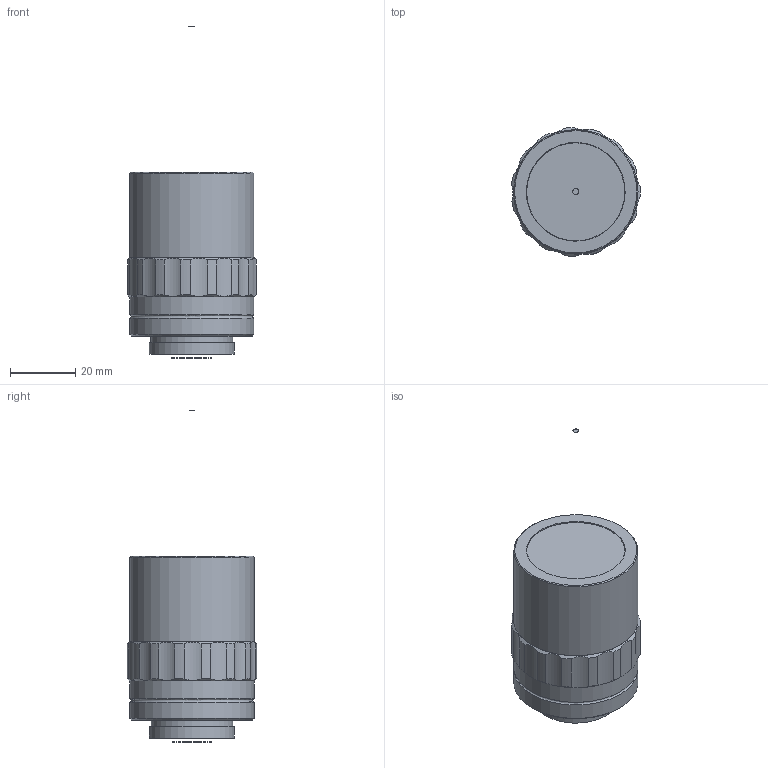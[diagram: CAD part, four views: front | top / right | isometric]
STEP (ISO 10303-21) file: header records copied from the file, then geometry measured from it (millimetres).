
FILE_DESCRIPTION (( 'STEP AP203' ), '1' );
FILE_NAME ('10X objective.STEP', '2025-05-12T07:04:42', ( 'Windows User' ), ( 'P R C' ), 'SwSTEP 2.0', 'SolidWorks 2020', '' );
FILE_SCHEMA (( 'CONFIG_CONTROL_DESIGN' ));
Length unit declared in the file: millimetre
Products named in the file (1): 10X objective
Bounding box: 39.35 x 39.48 x 101.51 mm (x, y, z)
Volume: 39054.4 mm3; surface area: 46091 mm2
Topology: 20 solids, 20 shells, 168 faces, 297 edges, 197 vertices
Faces by surface type: cylinder 91, plane 52, sphere 15, bspline 6, cone 4
Full cylindrical faces by diameter (mm): 1.6 x4, 1.802 x1, 12.131 x1, 12.4 x1, 13.6 x1, 14 x2, 14.627 x1, 15 x1, 19.4 x1, 21 x3, 21.2 x1, 23 x3, 24.804 x1, 25 x1, 26 x1, 26.2 x1, 26.4 x2, 27.6 x1, 28.155 x1, 28.6 x1, 29 x2, 29.4 x2, 29.8 x2, 30 x2, 30.2 x1, 30.6 x2, 30.97 x1, 31 x4, 31.6 x1, 33 x7
Entity records: 4375 total; most frequent: CARTESIAN_POINT 1267, DIRECTION 660, ORIENTED_EDGE 440, AXIS2_PLACEMENT_3D 315, EDGE_LOOP 292, FACE_OUTER_BOUND 232, EDGE_CURVE 220, VERTEX_POINT 190
